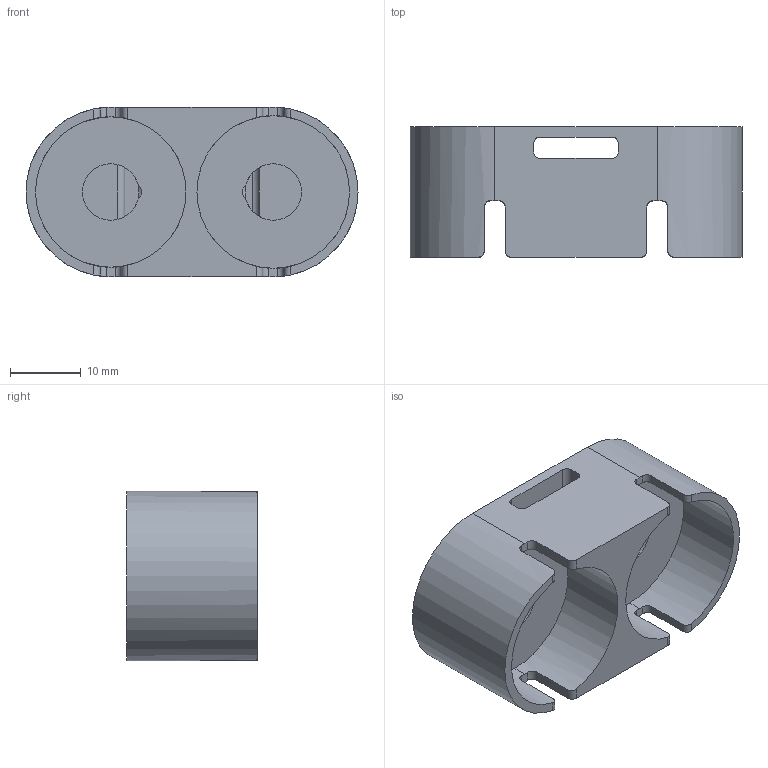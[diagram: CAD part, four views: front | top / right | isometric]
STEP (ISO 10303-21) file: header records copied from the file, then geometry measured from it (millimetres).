
FILE_DESCRIPTION (( 'STEP AP203' ), '1' );
FILE_NAME ('cell_cap_2.STEP', '2025-12-08T14:32:03', ( '' ), ( '' ), 'SwSTEP 2.0', 'SolidWorks 2025', '' );
FILE_SCHEMA (( 'CONFIG_CONTROL_DESIGN' ));
Length unit declared in the file: millimetre
Products named in the file (1): cell_cap_2
Bounding box: 47 x 18.5 x 24 mm (x, y, z)
Volume: 10160.1 mm3; surface area: 6313.7 mm2
Topology: 1 solids, 1 shells, 70 faces, 200 edges, 132 vertices
Faces by surface type: cylinder 36, plane 30, bspline 4
Entity records: 3009 total; most frequent: CARTESIAN_POINT 1133, ORIENTED_EDGE 400, DIRECTION 354, EDGE_CURVE 200, VERTEX_POINT 132, AXIS2_PLACEMENT_3D 129, LINE 96, VECTOR 96
